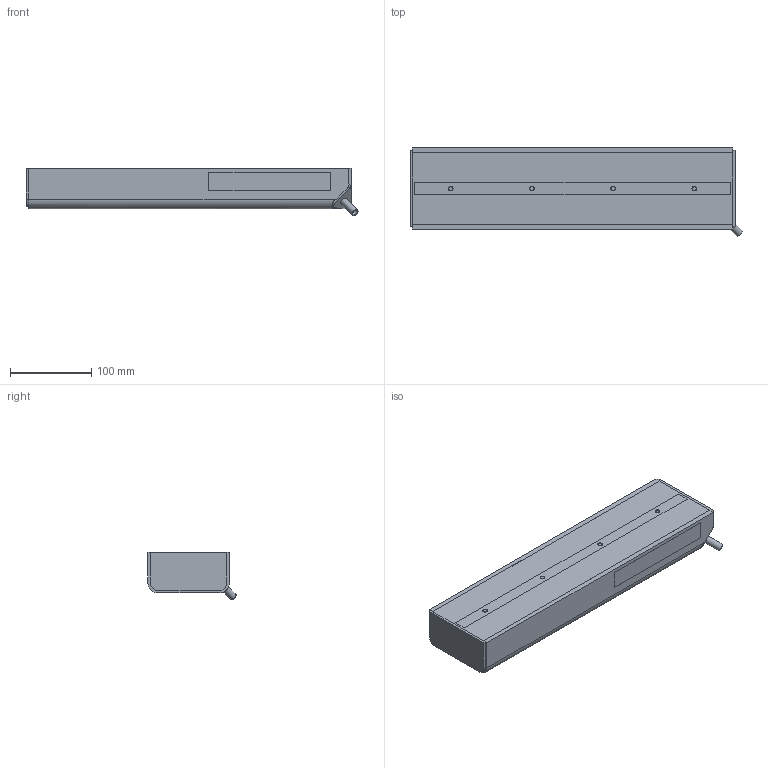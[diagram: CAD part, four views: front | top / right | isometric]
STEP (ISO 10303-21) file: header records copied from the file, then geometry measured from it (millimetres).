
FILE_DESCRIPTION(/* description */ (''),/* implementation_level */ '2;1');
FILE_NAME(/* name */ 'EHKAC04000 - Customer.stp',/* time_stamp */ '2014-03-05T10:48:14+01:00',/* author */ ('bs'),/* organization */ (''),/* preprocessor_version */ 'ST-DEVELOPER v15.2',/* originating_system */ 'Autodesk Inventor 2014',/* authorisation */ '');
FILE_SCHEMA (('AUTOMOTIVE_DESIGN { 1 0 10303 214 3 1 1 }'));
Length unit declared in the file: millimetre
Products named in the file (1): EHKAC04000 - Customer
Bounding box: 408.6 x 108.31 x 58.32 mm (x, y, z)
Volume: 1945565.6 mm3; surface area: 141004 mm2
Topology: 1 solids, 2 shells, 153 faces, 367 edges, 248 vertices
Faces by surface type: plane 100, cylinder 33, cone 8, bspline 8, torus 4
Full cylindrical faces by diameter (mm): 6 x4, 6.6 x4, 6.647 x6, 7.5 x1, 9 x3, 12 x4
Entity records: 5258 total; most frequent: CARTESIAN_POINT 1713, DIRECTION 660, ORIENTED_EDGE 630, EDGE_CURVE 315, VERTEX_POINT 230, AXIS2_PLACEMENT_3D 228, EDGE_LOOP 219, LINE 204
